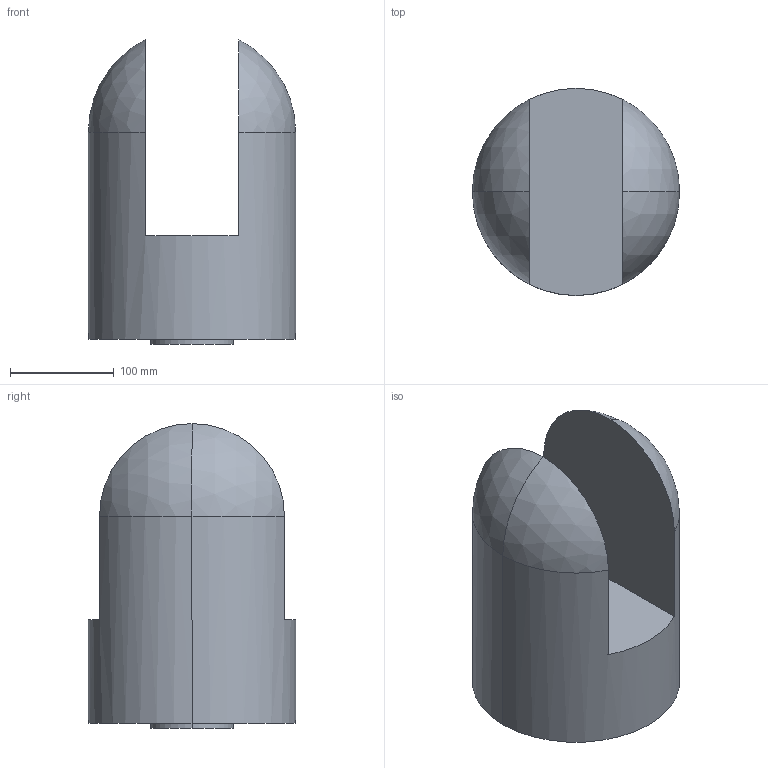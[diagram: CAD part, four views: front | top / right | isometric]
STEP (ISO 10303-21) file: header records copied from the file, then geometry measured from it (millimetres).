
FILE_DESCRIPTION (( 'STEP AP203' ), '1' );
FILE_NAME ('EA_Link4_Default_sldprt.STEP', '2024-02-10T19:29:15', ( '' ), ( '' ), 'SwSTEP 2.0', 'SolidWorks 2023', '' );
FILE_SCHEMA (( 'CONFIG_CONTROL_DESIGN' ));
Length unit declared in the file: millimetre
Products named in the file (1): EA_Link4_Default_sldprt
Bounding box: 200 x 200 x 294.3 mm (x, y, z)
Volume: 5347166.8 mm3; surface area: 252371.1 mm2
Topology: 1 solids, 1 shells, 13 faces, 28 edges, 18 vertices
Faces by surface type: plane 5, cylinder 4, sphere 4
Entity records: 441 total; most frequent: DIRECTION 74, CARTESIAN_POINT 60, ORIENTED_EDGE 56, AXIS2_PLACEMENT_3D 32, EDGE_CURVE 28, VERTEX_POINT 18, CIRCLE 18, EDGE_LOOP 14
